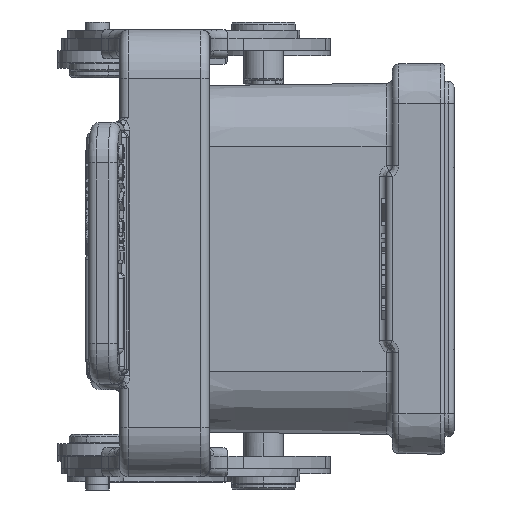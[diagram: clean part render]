
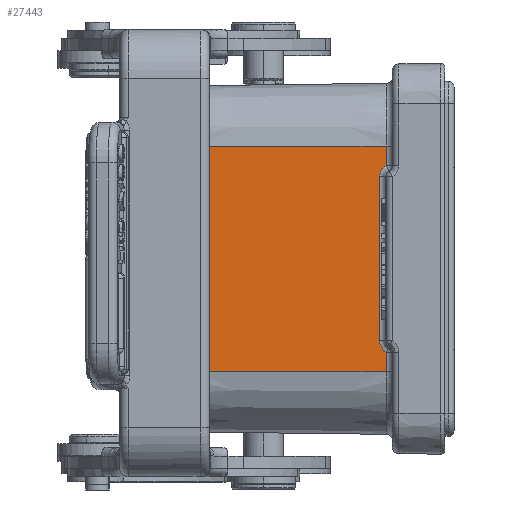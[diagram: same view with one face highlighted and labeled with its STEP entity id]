
A CAD part, left-side view. The second image highlights one B-rep face of the part: STEP entity #27443.
In plain terms, the highlighted planar face has unit normal (-1, 0.012, 0).
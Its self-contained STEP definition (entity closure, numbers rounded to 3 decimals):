
#36=DIRECTION('',(0.,0.,1.));
#37=VECTOR('',#36,2.414);
#38=CARTESIAN_POINT('',(-47.036,4.29,11.586));
#39=LINE('',#38,#37);
#118=DIRECTION('',(0.012,1.,0.));
#119=VECTOR('',#118,23.412);
#120=CARTESIAN_POINT('',(-47.036,4.29,14.));
#121=LINE('',#120,#119);
#126=DIRECTION('',(0.,0.,1.));
#127=VECTOR('',#126,28.);
#128=CARTESIAN_POINT('',(-46.75,27.7,-14.));
#129=LINE('',#128,#127);
#130=CARTESIAN_POINT('',(-47.036,4.29,11.586));
#131=CARTESIAN_POINT('',(-47.035,4.414,11.514));
#132=CARTESIAN_POINT('',(-47.032,4.633,11.345));
#133=CARTESIAN_POINT('',(-47.029,4.892,11.009));
#134=CARTESIAN_POINT('',(-47.027,5.053,10.617));
#135=CARTESIAN_POINT('',(-47.026,5.09,10.343));
#136=CARTESIAN_POINT('',(-47.026,5.09,10.2));
#138=CARTESIAN_POINT('',(-47.026,5.09,-10.2));
#139=CARTESIAN_POINT('',(-47.026,5.09,-10.343));
#140=CARTESIAN_POINT('',(-47.027,5.053,-10.617));
#141=CARTESIAN_POINT('',(-47.029,4.892,-11.009));
#142=CARTESIAN_POINT('',(-47.032,4.633,-11.345));
#143=CARTESIAN_POINT('',(-47.035,4.414,-11.514));
#144=CARTESIAN_POINT('',(-47.036,4.29,-11.586));
#146=DIRECTION('',(0.,0.,1.));
#147=VECTOR('',#146,2.414);
#148=CARTESIAN_POINT('',(-47.036,4.29,-14.));
#149=LINE('',#148,#147);
#283=DIRECTION('',(0.,0.,1.));
#284=VECTOR('',#283,20.4);
#285=CARTESIAN_POINT('',(-47.026,5.09,-10.2));
#286=LINE('',#285,#284);
#864=DIRECTION('',(-0.012,-1.,0.));
#865=VECTOR('',#864,23.412);
#866=CARTESIAN_POINT('',(-46.75,27.7,-14.));
#867=LINE('',#866,#865);
#22282=CARTESIAN_POINT('',(-47.036,4.29,14.));
#22283=VERTEX_POINT('',#22282);
#22284=CARTESIAN_POINT('',(-47.036,4.29,
11.586));
#22285=VERTEX_POINT('',#22284);
#22289=CARTESIAN_POINT('',(-47.026,5.09,
10.2));
#22290=VERTEX_POINT('',#22289);
#22291=CARTESIAN_POINT('',(-47.026,5.09,-10.2));
#22292=VERTEX_POINT('',#22291);
#22294=CARTESIAN_POINT('',(-47.036,4.29,
-11.586));
#22295=VERTEX_POINT('',#22294);
#22298=CARTESIAN_POINT('',(-47.036,4.29,
-14.));
#22299=VERTEX_POINT('',#22298);
#22300=CARTESIAN_POINT('',(-46.75,27.7,-14.));
#22301=VERTEX_POINT('',#22300);
#22302=CARTESIAN_POINT('',(-46.75,27.7,14.));
#22303=VERTEX_POINT('',#22302);
#27422=CARTESIAN_POINT('',(-46.75,27.7,24.184));
#27423=DIRECTION('',(1.,-0.012,0.));
#27424=DIRECTION('',(0.,0.,1.));
#27425=AXIS2_PLACEMENT_3D('',#27422,#27423,#27424);
#27426=PLANE('',#27425);
#27428=ORIENTED_EDGE('',*,*,#27427,.F.);
#27430=ORIENTED_EDGE('',*,*,#27429,.F.);
#27432=ORIENTED_EDGE('',*,*,#27431,.T.);
#27433=ORIENTED_EDGE('',*,*,#27413,.F.);
#27434=ORIENTED_EDGE('',*,*,#27315,.F.);
#27436=ORIENTED_EDGE('',*,*,#27435,.T.);
#27438=ORIENTED_EDGE('',*,*,#27437,.F.);
#27440=ORIENTED_EDGE('',*,*,#27439,.T.);
#27441=EDGE_LOOP('',(#27428,#27430,#27432,#27433,#27434,#27436,#27438,#27440));
#27442=FACE_OUTER_BOUND('',#27441,.F.);
#27443=ADVANCED_FACE('',(#27442),#27426,.F.);
#137=B_SPLINE_CURVE_WITH_KNOTS('',3,(#130,#131,#132,#133,#134,#135,#136),
.UNSPECIFIED.,.F.,.F.,(4,1,1,1,4),(0.,0.25,0.5,0.75,1.),
.UNSPECIFIED.);
#145=B_SPLINE_CURVE_WITH_KNOTS('',3,(#138,#139,#140,#141,#142,#143,#144),
.UNSPECIFIED.,.F.,.F.,(4,1,1,1,4),(0.,0.25,0.5,0.75,1.),
.UNSPECIFIED.);
#27315=EDGE_CURVE('',#22285,#22283,#39,.T.);
#27413=EDGE_CURVE('',#22283,#22303,#121,.T.);
#27427=EDGE_CURVE('',#22299,#22295,#149,.T.);
#27429=EDGE_CURVE('',#22301,#22299,#867,.T.);
#27431=EDGE_CURVE('',#22301,#22303,#129,.T.);
#27435=EDGE_CURVE('',#22285,#22290,#137,.T.);
#27437=EDGE_CURVE('',#22292,#22290,#286,.T.);
#27439=EDGE_CURVE('',#22292,#22295,#145,.T.);
